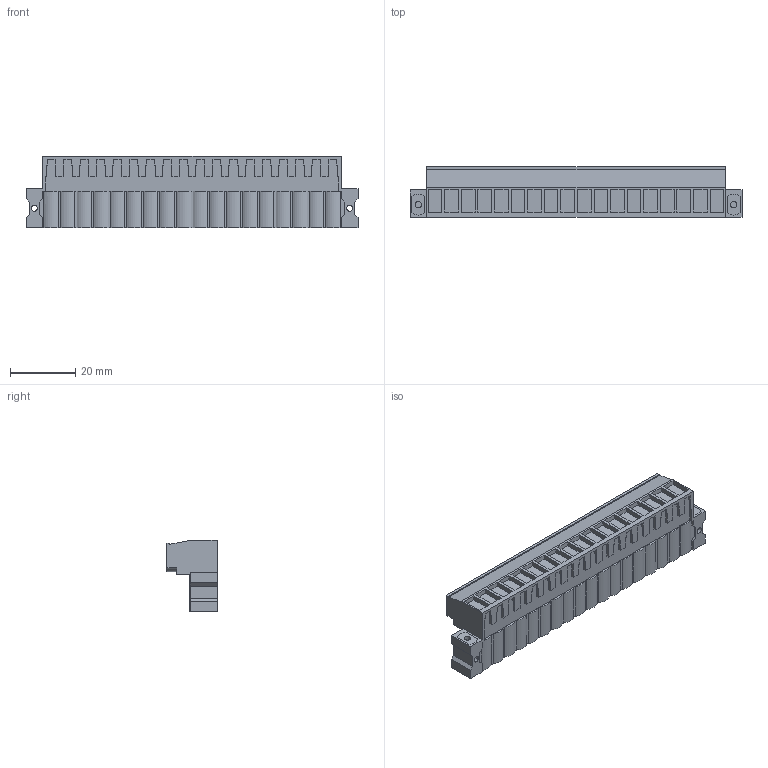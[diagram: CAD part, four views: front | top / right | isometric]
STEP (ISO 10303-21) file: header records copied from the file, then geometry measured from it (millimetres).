
FILE_DESCRIPTION(('CATIA V5 STEP Exchange','CAx-IF Rec.Pracs.--- Model Styling and Organization---1.2---2011-12-15'),'2;1');
FILE_NAME ('D1450211_0_1245680000_1245680000.stp','2017-05-17T11:12:51+00:00',('none'),('Weidmueller'),'CATIA Version 5-6 Release 2014','CATIA V5 STEP AP214','none');
FILE_SCHEMA(('AUTOMOTIVE_DESIGN { 1 0 10303 214 1 1 1 1 }'));
Length unit declared in the file: millimetre
Products named in the file (1): 1245680000
Bounding box: 101.7 x 15.38 x 22.05 mm (x, y, z)
Volume: 16476.6 mm3; surface area: 14322.3 mm2
Topology: 41 solids, 41 shells, 1334 faces, 3617 edges, 2444 vertices
Faces by surface type: plane 1000, cylinder 262, extrusion 72
Entity records: 40322 total; most frequent: CARTESIAN_POINT 9168, ORIENTED_EDGE 7234, DIRECTION 4843, EDGE_CURVE 3617, VECTOR 2941, LINE 2869, VERTEX_POINT 2444, EDGE_LOOP 1461
